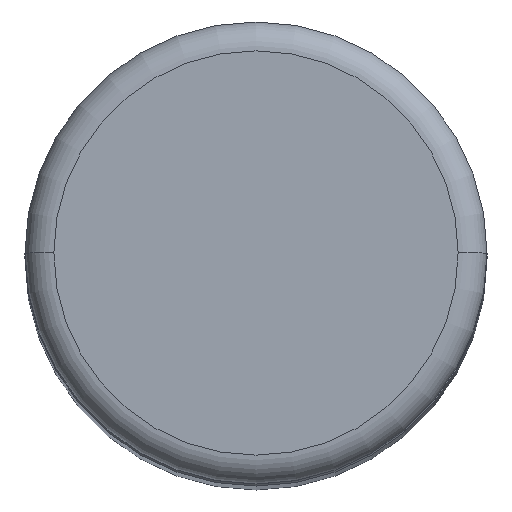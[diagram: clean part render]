
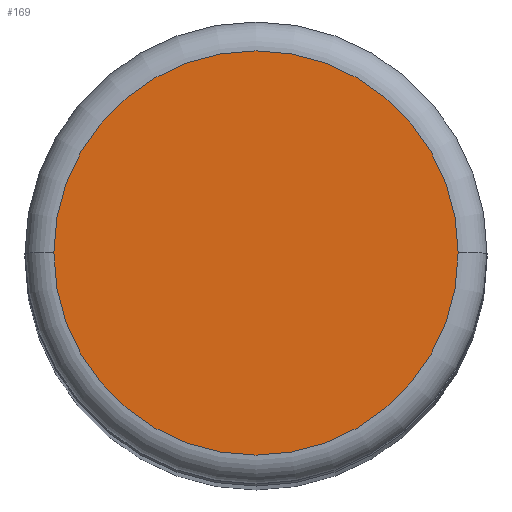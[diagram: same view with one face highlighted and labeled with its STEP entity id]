
A CAD part, top view. The second image highlights one B-rep face of the part: STEP entity #169.
In plain terms, the highlighted planar face has unit normal (0, 0, 1).
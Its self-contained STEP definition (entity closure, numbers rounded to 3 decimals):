
#22 = CARTESIAN_POINT ( 'NONE',  ( 0., 0., 120. ) ) ;
#24 = DIRECTION ( 'NONE',  ( 0., 0., -1. ) ) ;
#85 = DIRECTION ( 'NONE',  ( -1., 0., 0. ) ) ;
#156 = VERTEX_POINT ( 'NONE', #497 ) ;
#158 = VERTEX_POINT ( 'NONE', #494 ) ;
#162 = EDGE_CURVE ( 'NONE', #156, #158, #430, .T. ) ;
#164 = EDGE_LOOP ( 'NONE', ( #170, #177 ) ) ;
#169 = ADVANCED_FACE ( 'NONE', ( #543 ), #532, .F. ) ;
#170 = ORIENTED_EDGE ( 'NONE', *, *, #162, .F. ) ;
#177 = ORIENTED_EDGE ( 'NONE', *, *, #269, .F. ) ;
#269 = EDGE_CURVE ( 'NONE', #158, #156, #664, .T. ) ;
#430 = CIRCLE ( 'NONE', #490, 7. ) ;
#490 = AXIS2_PLACEMENT_3D ( 'NONE', #22, #24, #85 ) ;
#494 = CARTESIAN_POINT ( 'NONE',  ( 7., 0., 120. ) ) ;
#497 = CARTESIAN_POINT ( 'NONE',  ( -7., 0., 120. ) ) ;
#512 = DIRECTION ( 'NONE',  ( -1., 0., 0. ) ) ;
#513 = DIRECTION ( 'NONE',  ( 0., 0., -1. ) ) ;
#514 = CARTESIAN_POINT ( 'NONE',  ( 0., 0., 120. ) ) ;
#532 = PLANE ( 'NONE',  #541 ) ;
#541 = AXIS2_PLACEMENT_3D ( 'NONE', #514, #513, #512 ) ;
#543 = FACE_OUTER_BOUND ( 'NONE', #164, .T. ) ;
#663 = DIRECTION ( 'NONE',  ( -1., 0., 0. ) ) ;
#664 = CIRCLE ( 'NONE', #673, 7. ) ;
#673 = AXIS2_PLACEMENT_3D ( 'NONE', #726, #678, #663 ) ;
#678 = DIRECTION ( 'NONE',  ( 0., 0., -1. ) ) ;
#726 = CARTESIAN_POINT ( 'NONE',  ( 0., 0., 120. ) ) ;
